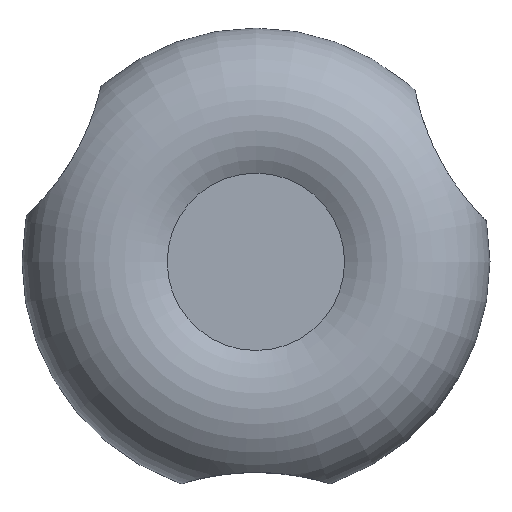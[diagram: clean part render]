
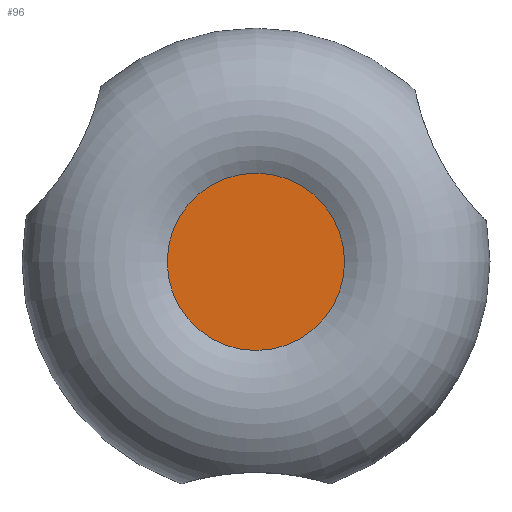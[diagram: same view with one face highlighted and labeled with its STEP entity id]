
A CAD part, top view. The second image highlights one B-rep face of the part: STEP entity #96.
In plain terms, the highlighted planar face has unit normal (0, 0, 1).
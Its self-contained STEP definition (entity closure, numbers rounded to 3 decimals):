
#96 = ADVANCED_FACE( '', ( #203 ), #204, .F. );
#203 = FACE_OUTER_BOUND( '', #313, .T. );
#204 = PLANE( '', #314 );
#313 = EDGE_LOOP( '', ( #510 ) );
#314 = AXIS2_PLACEMENT_3D( '', #511, #512, #513 );
#510 = ORIENTED_EDGE( '', *, *, #605, .T. );
#511 = CARTESIAN_POINT( '', ( 0., 5.683, 21. ) );
#512 = DIRECTION( '', ( 0., 0., -1. ) );
#513 = DIRECTION( '', ( -1., 0., 0. ) );
#605 = EDGE_CURVE( '', #710, #710, #711, .T. );
#710 = VERTEX_POINT( '', #1147 );
#711 = CIRCLE( '', #1148, 5.683 );
#1147 = CARTESIAN_POINT( '', ( 5.683, 0., 21. ) );
#1148 = AXIS2_PLACEMENT_3D( '', #1438, #1439, #1440 );
#1438 = CARTESIAN_POINT( '', ( 0., 0., 21. ) );
#1439 = DIRECTION( '', ( 0., 0., 1. ) );
#1440 = DIRECTION( '', ( 1., 0., 0. ) );
